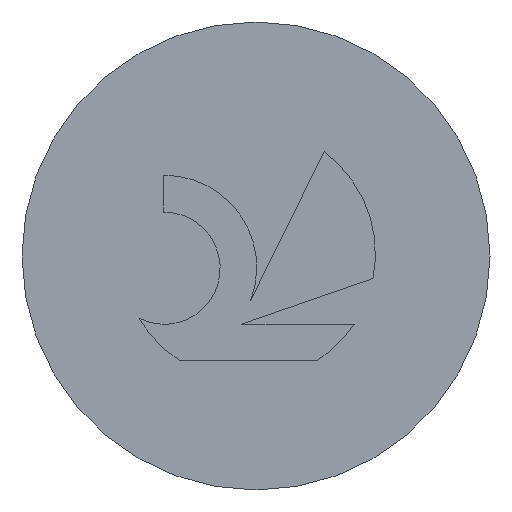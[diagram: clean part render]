
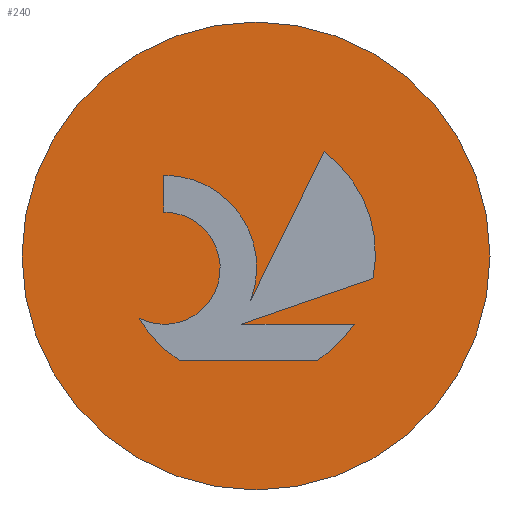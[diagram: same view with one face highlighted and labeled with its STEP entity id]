
A CAD part, top view. The second image highlights one B-rep face of the part: STEP entity #240.
In plain terms, the highlighted planar face has unit normal (0, 0, 1).
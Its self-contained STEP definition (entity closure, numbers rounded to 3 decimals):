
#112=VERTEX_POINT('',#292);
#120=VERTEX_POINT('',#300);
#126=EDGE_CURVE('',#112,#260,#306,.T.);
#128=EDGE_CURVE('',#222,#182,#308,.T.);
#140=EDGE_CURVE('',#226,#214,#322,.T.);
#148=VERTEX_POINT('',#330);
#160=VERTEX_POINT('',#343);
#170=VERTEX_POINT('',#356);
#172=VERTEX_POINT('',#358);
#178=EDGE_CURVE('',#160,#148,#365,.T.);
#180=EDGE_CURVE('',#260,#226,#367,.T.);
#182=VERTEX_POINT('',#369);
#184=VERTEX_POINT('',#371);
#190=EDGE_CURVE('',#120,#184,#379,.T.);
#202=EDGE_CURVE('',#172,#120,#393,.T.);
#206=EDGE_CURVE('',#214,#222,#397,.T.);
#214=VERTEX_POINT('',#405);
#222=VERTEX_POINT('',#414);
#224=EDGE_CURVE('',#250,#170,#416,.T.);
#226=VERTEX_POINT('',#418);
#236=EDGE_CURVE('',#148,#160,#429,.T.);
#238=EDGE_CURVE('',#184,#112,#431,.T.);
#240=ADVANCED_FACE('',(#433,#434),#435,.T.);
#242=EDGE_CURVE('',#182,#250,#437,.T.);
#244=EDGE_CURVE('',#170,#172,#439,.T.);
#250=VERTEX_POINT('',#446);
#260=VERTEX_POINT('',#456);
#292=CARTESIAN_POINT('',(5.64,4.253,0.0));
#300=CARTESIAN_POINT('',(7.744,8.674,0.0));
#306=LINE('',#501,#502);
#308=CIRCLE('',#505,1.438);
#322=LINE('',#525,#526);
#330=CARTESIAN_POINT('',(12.0,6.0,0.0));
#343=CARTESIAN_POINT('',(0.,6.,0.0));
#356=CARTESIAN_POINT('',(3.634,8.07,0.0));
#358=CARTESIAN_POINT('',(5.861,4.854,0.0));
#365=CIRCLE('',#575,6.0);
#367=CIRCLE('',#578,3.257);
#369=CARTESIAN_POINT('',(4.287,6.973,0.0));
#371=CARTESIAN_POINT('',(9.,5.42,0.0));
#379=CIRCLE('',#591,3.257);
#393=LINE('',#611,#612);
#397=CIRCLE('',#619,3.257);
#405=CARTESIAN_POINT('',(4.03,3.326,0.0));
#414=CARTESIAN_POINT('',(3.,4.401,0.0));
#416=LINE('',#644,#645);
#418=CARTESIAN_POINT('',(7.58,3.326,0.0));
#429=CIRCLE('',#663,6.0);
#431=LINE('',#666,#667);
#433=FACE_BOUND('',#669,.T.);
#434=FACE_OUTER_BOUND('',#670,.T.);
#435=PLANE('',#671);
#437=CIRCLE('',#674,1.438);
#439=CIRCLE('',#677,2.366);
#446=CARTESIAN_POINT('',(3.634,7.125,0.0));
#456=CARTESIAN_POINT('',(8.517,4.253,0.0));
#501=CARTESIAN_POINT('',(7.259,4.253,0.0));
#502=VECTOR('',#721,1.0);
#505=AXIS2_PLACEMENT_3D('',#722,#723,#724);
#525=CARTESIAN_POINT('',(5.015,3.326,0.0));
#526=VECTOR('',#746,1.0);
#575=AXIS2_PLACEMENT_3D('',#794,#795,#796);
#578=AXIS2_PLACEMENT_3D('',#797,#798,#799);
#591=AXIS2_PLACEMENT_3D('',#823,#824,#825);
#611=CARTESIAN_POINT('',(7.043,7.253,0.0));
#612=VECTOR('',#847,1.0);
#619=AXIS2_PLACEMENT_3D('',#849,#850,#851);
#644=CARTESIAN_POINT('',(3.634,7.035,0.0));
#645=VECTOR('',#865,1.0);
#663=AXIS2_PLACEMENT_3D('',#876,#877,#878);
#666=CARTESIAN_POINT('',(6.071,4.403,0.0));
#667=VECTOR('',#879,1.0);
#669=EDGE_LOOP('',(#881,#882,#883,#884,#885,#886,#887,#888,#889,#890,#891));
#670=EDGE_LOOP('',(#892,#893));
#671=AXIS2_PLACEMENT_3D('',#894,#895,#896);
#674=AXIS2_PLACEMENT_3D('',#897,#898,#899);
#677=AXIS2_PLACEMENT_3D('',#900,#901,#902);
#721=DIRECTION('',(1.0,0.0,0.0));
#722=CARTESIAN_POINT('',(3.643,5.687,0.0));
#723=DIRECTION('',(0.0,0.0,1.0));
#724=DIRECTION('',(-0.447,-0.894,0.0));
#746=DIRECTION('',(-1.0,0.0,0.0));
#794=CARTESIAN_POINT('',(6.0,6.0,0.0));
#795=DIRECTION('',(0.0,0.0,1.0));
#796=DIRECTION('',(1.0,0.,0.0));
#797=CARTESIAN_POINT('',(5.805,6.057,0.0));
#798=DIRECTION('',(0.0,-0.0,-1.0));
#799=DIRECTION('',(0.545,-0.838,0.0));
#823=CARTESIAN_POINT('',(5.805,6.057,0.0));
#824=DIRECTION('',(0.0,-0.0,-1.0));
#825=DIRECTION('',(0.981,-0.196,0.0));
#847=DIRECTION('',(0.442,0.897,-0.0));
#849=CARTESIAN_POINT('',(5.805,6.057,0.0));
#850=DIRECTION('',(-0.0,0.0,-1.0));
#851=DIRECTION('',(-0.861,-0.508,0.0));
#865=DIRECTION('',(0.0,1.0,0.0));
#876=CARTESIAN_POINT('',(6.0,6.0,0.0));
#877=DIRECTION('',(0.0,0.0,1.0));
#878=DIRECTION('',(1.0,0.,0.0));
#879=DIRECTION('',(-0.945,-0.328,0.0));
#881=ORIENTED_EDGE('',*,*,#224,.T.);
#882=ORIENTED_EDGE('',*,*,#244,.T.);
#883=ORIENTED_EDGE('',*,*,#202,.T.);
#884=ORIENTED_EDGE('',*,*,#190,.T.);
#885=ORIENTED_EDGE('',*,*,#238,.T.);
#886=ORIENTED_EDGE('',*,*,#126,.T.);
#887=ORIENTED_EDGE('',*,*,#180,.T.);
#888=ORIENTED_EDGE('',*,*,#140,.T.);
#889=ORIENTED_EDGE('',*,*,#206,.T.);
#890=ORIENTED_EDGE('',*,*,#128,.T.);
#891=ORIENTED_EDGE('',*,*,#242,.T.);
#892=ORIENTED_EDGE('',*,*,#178,.T.);
#893=ORIENTED_EDGE('',*,*,#236,.T.);
#894=CARTESIAN_POINT('',(6.0,6.0,0.0));
#895=DIRECTION('',(0.0,0.0,1.0));
#896=DIRECTION('',(1.0,0.0,0.0));
#897=CARTESIAN_POINT('',(3.643,5.687,0.0));
#898=DIRECTION('',(0.0,0.0,1.0));
#899=DIRECTION('',(-0.447,-0.894,0.0));
#900=CARTESIAN_POINT('',(3.653,5.704,0.0));
#901=DIRECTION('',(0.0,-0.0,-1.0));
#902=DIRECTION('',(0.933,-0.359,0.0));
